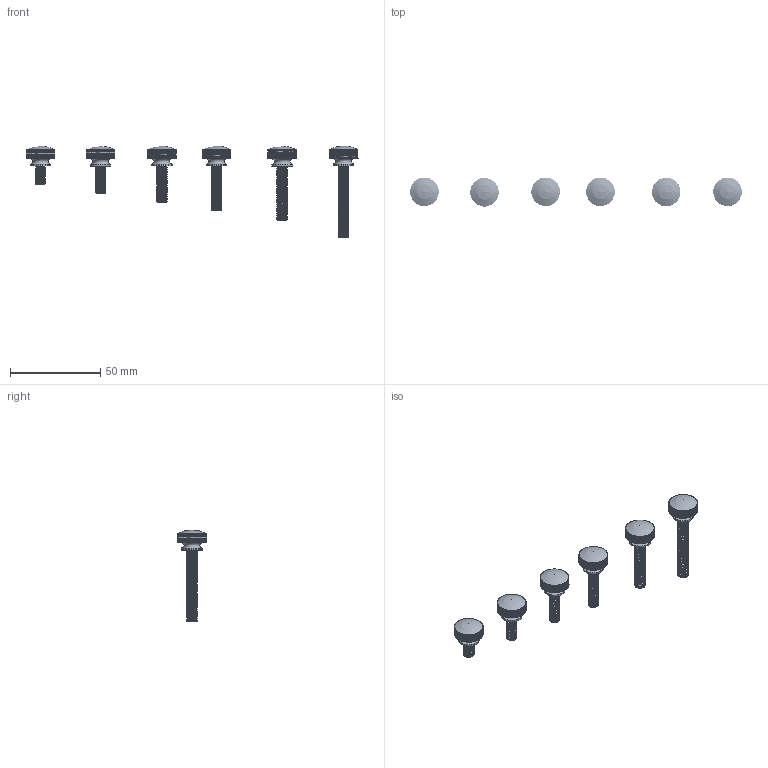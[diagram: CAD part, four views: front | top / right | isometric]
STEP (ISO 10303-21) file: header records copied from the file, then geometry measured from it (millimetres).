
FILE_DESCRIPTION(/* description */ (''),/* implementation_level */ '2;1');
FILE_NAME(/* name */ 'K-HS16-M6_M.stp',/* time_stamp */ '2023-10-31T16:06:18+09:00',/* author */ ('user'),/* organization */ (''),/* preprocessor_version */ 'ST-DEVELOPER v15.6',/* originating_system */ 'Autodesk Inventor 2015',/* authorisation */ '');
FILE_SCHEMA (('AUTOMOTIVE_DESIGN { 1 0 10303 214 3 1 1 }'));
Products named in the file (7): K-HS16-M6-10; K-HS16-M6-30; K-HS16-M6-40; K-HS16-M6-15; K-HS16-M6-20; K-HS16-M6-25; K-HS16-M6_M
Bounding box: 184.06 x 16.24 x 51 mm (x, y, z)
Volume: 12024.7 mm3; surface area: 9183.7 mm2
Topology: 6 solids, 6 shells, 2358 faces, 7457 edges, 5117 vertices
Faces by surface type: plane 1164, cylinder 1158, bspline 12, cone 12, torus 6, sphere 6
Full cylindrical faces by diameter (mm): 11.5 x6
Entity records: 159909 total; most frequent: CARTESIAN_POINT 95183, ORIENTED_EDGE 14806, DIRECTION 12806, EDGE_CURVE 7403, AXIS2_PLACEMENT_3D 5263, VERTEX_POINT 5093, EDGE_LOOP 2394, FACE_OUTER_BOUND 2358
